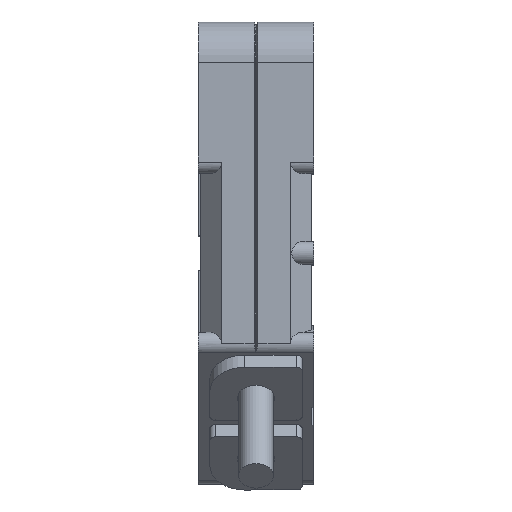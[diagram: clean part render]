
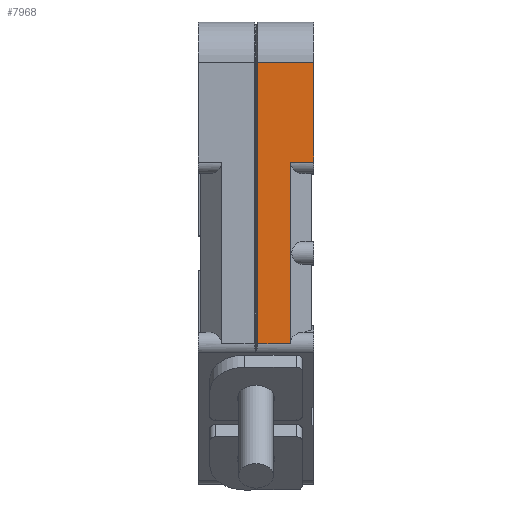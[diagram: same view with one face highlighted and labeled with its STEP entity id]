
A CAD part, top view. The second image highlights one B-rep face of the part: STEP entity #7968.
In plain terms, the highlighted face is planar.
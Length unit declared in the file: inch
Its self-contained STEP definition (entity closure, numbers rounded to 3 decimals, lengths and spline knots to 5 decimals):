
#173 = EDGE_CURVE ( 'NONE', #2528, #6667, #4839, .T. ) ;
#421 = DIRECTION ( 'NONE',  ( 0., 0., -1. ) ) ;
#768 = EDGE_CURVE ( 'NONE', #1397, #6353, #7148, .T. ) ;
#939 = ORIENTED_EDGE ( 'NONE', *, *, #173, .F. ) ;
#940 = LINE ( 'NONE', #3415, #1919 ) ;
#1292 = FACE_OUTER_BOUND ( 'NONE', #6430, .T. ) ;
#1329 = PLANE ( 'NONE',  #6314 ) ;
#1397 = VERTEX_POINT ( 'NONE', #8355 ) ;
#1553 = DIRECTION ( 'NONE',  ( 0., -1., 0. ) ) ;
#1755 = CARTESIAN_POINT ( 'NONE',  ( 0.7874, 1.43701, 0.18898 ) ) ;
#1919 = VECTOR ( 'NONE', #6299, 39.37008 ) ;
#2273 = CARTESIAN_POINT ( 'NONE',  ( 0.7874, 1.09724, 0.18898 ) ) ;
#2301 = EDGE_CURVE ( 'NONE', #7994, #1397, #4191, .T. ) ;
#2528 = VERTEX_POINT ( 'NONE', #6956 ) ;
#2548 = CARTESIAN_POINT ( 'NONE',  ( 0.7874, 0.47756, -0.11811 ) ) ;
#2604 = ORIENTED_EDGE ( 'NONE', *, *, #3795, .F. ) ;
#3023 = LINE ( 'NONE', #2273, #7357 ) ;
#3413 = ORIENTED_EDGE ( 'NONE', *, *, #6882, .F. ) ;
#3415 = CARTESIAN_POINT ( 'NONE',  ( 0.7874, 1.5748, -0.11811 ) ) ;
#3485 = VECTOR ( 'NONE', #1553, 39.37008 ) ;
#3795 = EDGE_CURVE ( 'NONE', #6667, #4136, #3023, .T. ) ;
#4135 = CARTESIAN_POINT ( 'NONE',  ( 0.7874, 0.1378, -0.19685 ) ) ;
#4136 = VERTEX_POINT ( 'NONE', #7651 ) ;
#4191 = LINE ( 'NONE', #5484, #6060 ) ;
#4218 = LINE ( 'NONE', #1755, #7918 ) ;
#4519 = CARTESIAN_POINT ( 'NONE',  ( 0.7874, 0.1378, 0.18898 ) ) ;
#4839 = LINE ( 'NONE', #4135, #3485 ) ;
#5148 = ORIENTED_EDGE ( 'NONE', *, *, #768, .F. ) ;
#5484 = CARTESIAN_POINT ( 'NONE',  ( 0.7874, 0.47756, 0.18898 ) ) ;
#5698 = CARTESIAN_POINT ( 'NONE',  ( 0.7874, 1.09724, -0.19685 ) ) ;
#5750 = CARTESIAN_POINT ( 'NONE',  ( 0.7874, 0.1378, -0.00591 ) ) ;
#5860 = EDGE_CURVE ( 'NONE', #7994, #4136, #940, .T. ) ;
#6060 = VECTOR ( 'NONE', #8119, 39.37008 ) ;
#6299 = DIRECTION ( 'NONE',  ( 0., 1., 0. ) ) ;
#6314 = AXIS2_PLACEMENT_3D ( 'NONE', #4519, #7221, #8578 ) ;
#6353 = VERTEX_POINT ( 'NONE', #7410 ) ;
#6430 = EDGE_LOOP ( 'NONE', ( #7679, #8118, #2604, #939, #3413, #5148 ) ) ;
#6667 = VERTEX_POINT ( 'NONE', #5698 ) ;
#6882 = EDGE_CURVE ( 'NONE', #6353, #2528, #4218, .T. ) ;
#6956 = CARTESIAN_POINT ( 'NONE',  ( 0.7874, 1.43701, -0.19685 ) ) ;
#7070 = DIRECTION ( 'NONE',  ( 0., 0., 1. ) ) ;
#7148 = LINE ( 'NONE', #5750, #7815 ) ;
#7221 = DIRECTION ( 'NONE',  ( -1., 0., 0. ) ) ;
#7357 = VECTOR ( 'NONE', #7070, 39.37008 ) ;
#7410 = CARTESIAN_POINT ( 'NONE',  ( 0.7874, 1.43701, -0.00591 ) ) ;
#7651 = CARTESIAN_POINT ( 'NONE',  ( 0.7874, 1.09724, -0.11811 ) ) ;
#7664 = DIRECTION ( 'NONE',  ( 0., 1., 0. ) ) ;
#7679 = ORIENTED_EDGE ( 'NONE', *, *, #2301, .F. ) ;
#7815 = VECTOR ( 'NONE', #7664, 39.37008 ) ;
#7918 = VECTOR ( 'NONE', #421, 39.37008 ) ;
#7968 = ADVANCED_FACE ( 'NONE', ( #1292 ), #1329, .F. ) ;
#7994 = VERTEX_POINT ( 'NONE', #2548 ) ;
#8118 = ORIENTED_EDGE ( 'NONE', *, *, #5860, .T. ) ;
#8119 = DIRECTION ( 'NONE',  ( 0., 0., 1. ) ) ;
#8355 = CARTESIAN_POINT ( 'NONE',  ( 0.7874, 0.47756, -0.00591 ) ) ;
#8578 = DIRECTION ( 'NONE',  ( 0., 0., 1. ) ) ;
